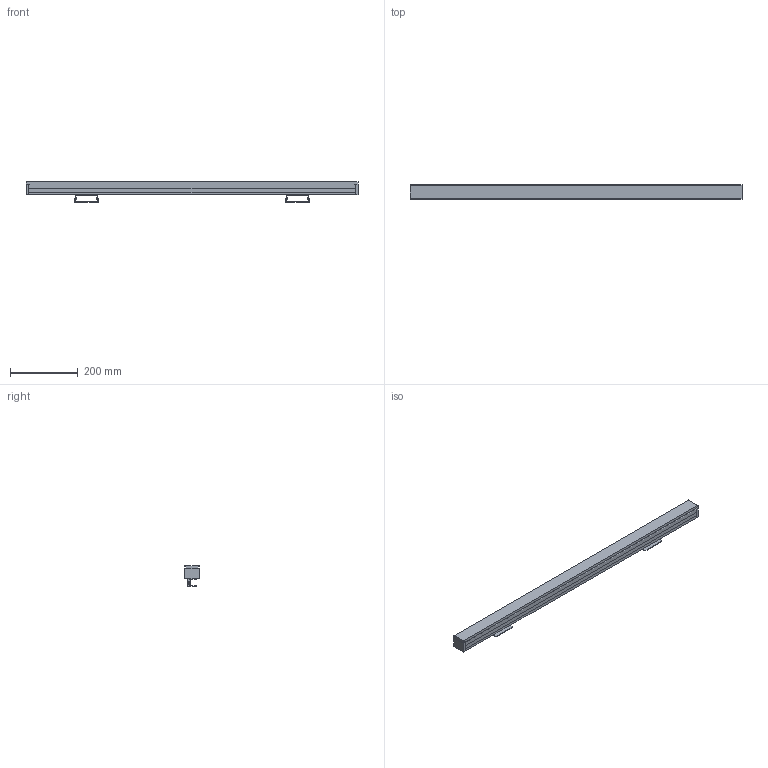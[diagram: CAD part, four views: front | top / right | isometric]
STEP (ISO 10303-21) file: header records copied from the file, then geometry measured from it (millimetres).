
FILE_DESCRIPTION(/* description */ (''),/* implementation_level */ '2;1');
FILE_NAME(/* name */ 'Linea LED wallwasher',/* time_stamp */ '2014-05-22T15:16:35+02:00',/* author */ (''),/* organization */ (''),/* preprocessor_version */ 'ST-DEVELOPER v10',/* originating_system */ '',/* authorisation */ '');
FILE_SCHEMA (('AUTOMOTIVE_DESIGN'));
Length unit declared in the file: millimetre
Products named in the file (2): 1; 2
Assembly tree (1 placements, depth 2):
  1
    2
Bounding box: 978 x 42.5 x 61.5 mm (x, y, z)
Volume: 1423831 mm3; surface area: 304423.7 mm2
Topology: 8 solids, 8 shells, 130 faces, 335 edges, 224 vertices
Faces by surface type: plane 92, bspline 38
Entity records: 4031 total; most frequent: CARTESIAN_POINT 1777, ORIENTED_EDGE 668, EDGE_CURVE 334, VERTEX_POINT 224, B_SPLINE_CURVE_WITH_KNOTS 208, EDGE_LOOP 134, ADVANCED_FACE 130, FACE_OUTER_BOUND 130
